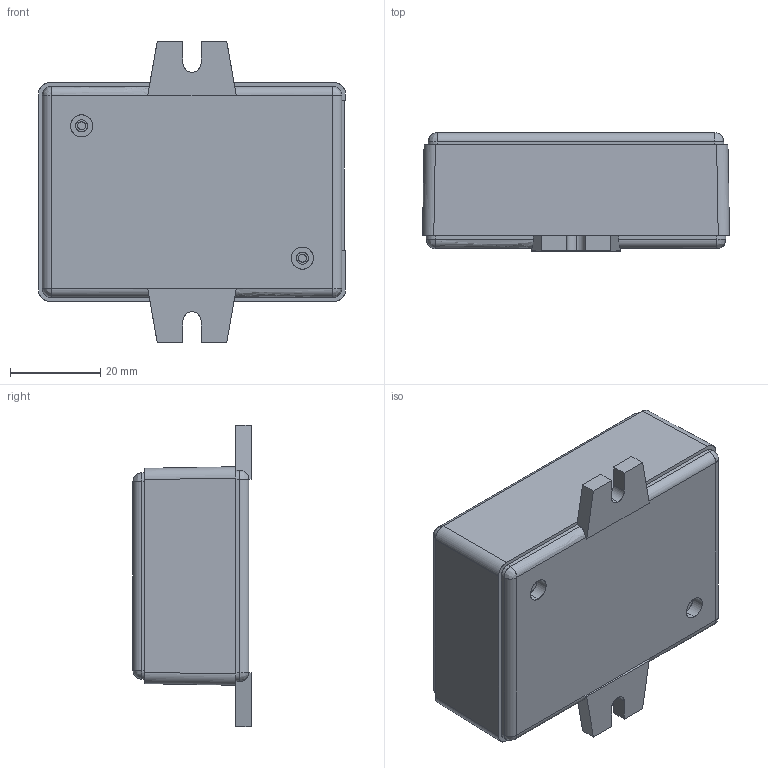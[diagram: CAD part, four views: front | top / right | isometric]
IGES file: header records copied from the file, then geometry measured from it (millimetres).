
Start section: SolidWorks IGES file using analytic representation for surfaces
Global section: file name: KM-27B.IGS; native system: SolidWorks 2013; preprocessor: SolidWorks 2013; author: RAKS; date: 181128.114455; units: millimetre
Bounding box: 68 x 26.18 x 66.75 mm (x, y, z)
Surface area: 24324.4 mm2 (no closed solid volume)
Topology: 0 solids, 0 shells, 123 faces, 1473 edges, 1465 vertices
Faces by surface type: bspline 74, revolution 49
